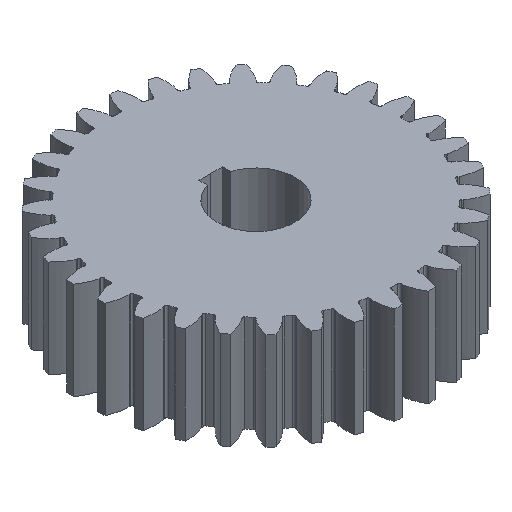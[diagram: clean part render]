
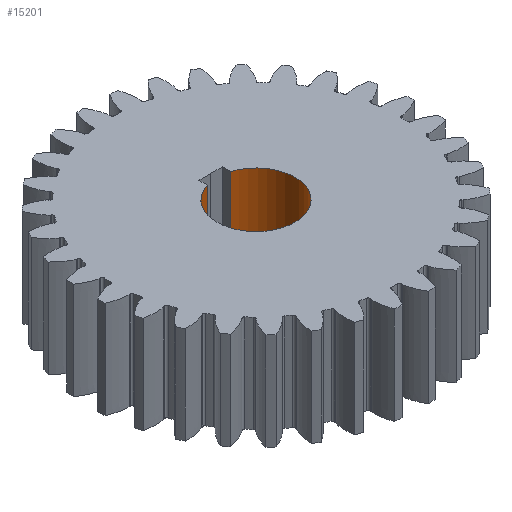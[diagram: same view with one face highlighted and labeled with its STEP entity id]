
A CAD part, isometric view. The second image highlights one B-rep face of the part: STEP entity #15201.
In plain terms, the highlighted cylindrical face has radius 20 mm (diameter 40 mm), a partial arc.
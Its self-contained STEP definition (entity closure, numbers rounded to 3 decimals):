
#14851=CARTESIAN_POINT('Vertex',(6.,19.079,50.)) ;
#14854=CARTESIAN_POINT('Axis2P3D Location',(0.,0.,50.)) ;
#14858=CARTESIAN_POINT('Vertex',(-6.,19.079,50.)) ;
#15143=CARTESIAN_POINT('Vertex',(-6.,19.079,0.)) ;
#15146=CARTESIAN_POINT('Axis2P3D Location',(0.,0.,0.)) ;
#15150=CARTESIAN_POINT('Vertex',(6.,19.079,0.)) ;
#15180=CARTESIAN_POINT('Axis2P3D Location',(0.,0.,25.)) ;
#15185=CARTESIAN_POINT('Line Origine',(-6.,19.079,25.)) ;
#15190=CARTESIAN_POINT('Line Origine',(6.,19.079,25.)) ;
#14855=DIRECTION('Axis2P3D Direction',(0.,0.,1.)) ;
#15147=DIRECTION('Axis2P3D Direction',(0.,0.,1.)) ;
#15181=DIRECTION('Axis2P3D Direction',(0.,0.,1.)) ;
#15182=DIRECTION('Axis2P3D XDirection',(-0.3,0.954,0.)) ;
#15186=DIRECTION('Vector Direction',(0.,0.,1.)) ;
#15191=DIRECTION('Vector Direction',(0.,0.,1.)) ;
#14856=AXIS2_PLACEMENT_3D('Circle Axis2P3D',#14854,#14855,$) ;
#15148=AXIS2_PLACEMENT_3D('Circle Axis2P3D',#15146,#15147,$) ;
#15183=AXIS2_PLACEMENT_3D('Cylinder Axis2P3D',#15180,#15181,#15182) ;
#15196=ORIENTED_EDGE('',*,*,#15189,.F.) ;
#15197=ORIENTED_EDGE('',*,*,#14860,.T.) ;
#15198=ORIENTED_EDGE('',*,*,#15194,.T.) ;
#15199=ORIENTED_EDGE('',*,*,#15152,.F.) ;
#15187=VECTOR('Line Direction',#15186,1.) ;
#15192=VECTOR('Line Direction',#15191,1.) ;
#15201=ADVANCED_FACE('PartBody',(#15200),#15184,.F.) ;
#14857=CIRCLE('generated circle',#14856,20.) ;
#15149=CIRCLE('generated circle',#15148,20.) ;
#15184=CYLINDRICAL_SURFACE('generated cylinder',#15183,20.) ;
#14860=EDGE_CURVE('',#14859,#14852,#14857,.T.) ;
#15152=EDGE_CURVE('',#15144,#15151,#15149,.T.) ;
#15189=EDGE_CURVE('',#14859,#15144,#15188,.F.) ;
#15194=EDGE_CURVE('',#14852,#15151,#15193,.F.) ;
#15195=EDGE_LOOP('',(#15196,#15197,#15198,#15199)) ;
#15200=FACE_OUTER_BOUND('',#15195,.T.) ;
#15188=LINE('Line',#15185,#15187) ;
#15193=LINE('Line',#15190,#15192) ;
#14852=VERTEX_POINT('',#14851) ;
#14859=VERTEX_POINT('',#14858) ;
#15144=VERTEX_POINT('',#15143) ;
#15151=VERTEX_POINT('',#15150) ;
